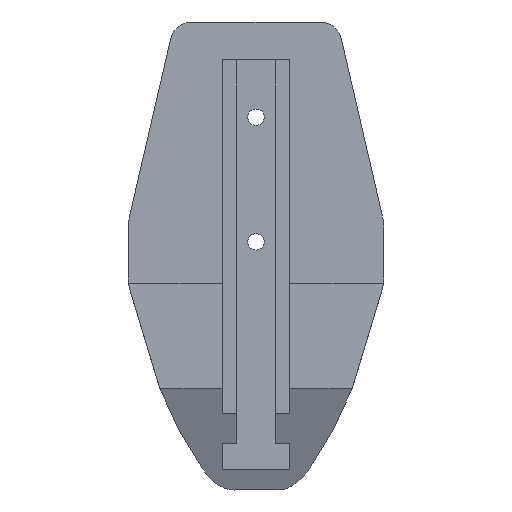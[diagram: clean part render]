
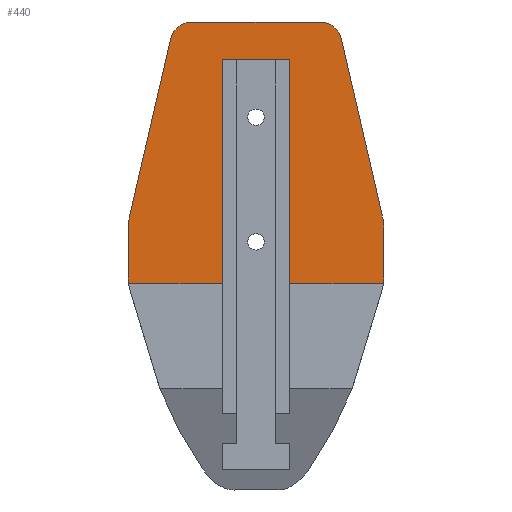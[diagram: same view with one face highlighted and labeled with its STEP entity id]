
A CAD part, front view. The second image highlights one B-rep face of the part: STEP entity #440.
In plain terms, the highlighted planar face has unit normal (0, -1, 0).
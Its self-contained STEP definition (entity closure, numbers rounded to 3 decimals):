
#164=CARTESIAN_POINT('',(-9.282,802.24,-39.382));
#165=VERTEX_POINT('',#164);
#172=CARTESIAN_POINT('',(-35.271,802.24,-39.382));
#173=VERTEX_POINT('',#172);
#174=CARTESIAN_POINT('',(-9.282,802.24,-39.382));
#175=DIRECTION('',(-1.,-0.,0.));
#176=VECTOR('',#175,25.989);
#177=LINE('',#174,#176);
#178=EDGE_CURVE('',#165,#173,#177,.T.);
#296=CARTESIAN_POINT('',(0.,802.24,-14.831));
#297=DIRECTION('',(0.,1.,0.));
#298=DIRECTION('',(0.,0.,1.));
#299=AXIS2_PLACEMENT_3D('',#296,#297,#298);
#300=PLANE('',#299);
#301=CARTESIAN_POINT('',(9.282,802.24,22.5));
#302=VERTEX_POINT('',#301);
#303=CARTESIAN_POINT('',(-9.282,802.24,22.5));
#304=VERTEX_POINT('',#303);
#305=CARTESIAN_POINT('',(9.282,802.24,22.5));
#306=DIRECTION('',(-1.,0.,0.));
#307=VECTOR('',#306,18.565);
#308=LINE('',#305,#307);
#309=EDGE_CURVE('',#302,#304,#308,.T.);
#310=ORIENTED_EDGE('',*,*,#309,.F.);
#311=CARTESIAN_POINT('',(9.282,802.24,-39.382));
#312=VERTEX_POINT('',#311);
#313=CARTESIAN_POINT('',(9.282,802.24,22.5));
#314=DIRECTION('',(-0.,-0.,-1.));
#315=VECTOR('',#314,61.882);
#316=LINE('',#313,#315);
#317=EDGE_CURVE('',#302,#312,#316,.T.);
#318=ORIENTED_EDGE('',*,*,#317,.T.);
#319=CARTESIAN_POINT('',(35.271,802.24,-39.382));
#320=VERTEX_POINT('',#319);
#321=CARTESIAN_POINT('',(35.271,802.24,-39.382));
#322=DIRECTION('',(-1.,-0.,0.));
#323=VECTOR('',#322,25.989);
#324=LINE('',#321,#323);
#325=EDGE_CURVE('',#320,#312,#324,.T.);
#326=ORIENTED_EDGE('',*,*,#325,.F.);
#327=CARTESIAN_POINT('',(35.391,802.24,-37.773));
#328=VERTEX_POINT('',#327);
#329=CARTESIAN_POINT('',(35.271,802.24,-39.382));
#330=CARTESIAN_POINT('',(35.351,802.24,-38.849));
#331=CARTESIAN_POINT('',(35.391,802.24,-38.311));
#332=CARTESIAN_POINT('',(35.391,802.24,-37.773));
#333=B_SPLINE_CURVE_WITH_KNOTS('',3,(#329,#330,#331,#332),.UNSPECIFIED.,.F.,.F.,(4,4),(0.,0.002),.UNSPECIFIED.);
#334=EDGE_CURVE('',#320,#328,#333,.T.);
#335=ORIENTED_EDGE('',*,*,#334,.T.);
#336=CARTESIAN_POINT('',(35.391,802.24,-24.619));
#337=VERTEX_POINT('',#336);
#338=CARTESIAN_POINT('',(35.391,802.24,-24.619));
#339=DIRECTION('',(-0.,-0.,-1.));
#340=VECTOR('',#339,13.153);
#341=LINE('',#338,#340);
#342=EDGE_CURVE('',#337,#328,#341,.T.);
#343=ORIENTED_EDGE('',*,*,#342,.F.);
#344=CARTESIAN_POINT('',(34.932,802.24,-20.611));
#345=VERTEX_POINT('',#344);
#346=CARTESIAN_POINT('',(35.391,802.24,-24.619));
#347=CARTESIAN_POINT('',(35.391,802.24,-23.945));
#348=CARTESIAN_POINT('',(35.353,802.24,-23.271));
#349=CARTESIAN_POINT('',(35.276,802.24,-22.602));
#350=CARTESIAN_POINT('',(35.199,802.24,-21.932));
#351=CARTESIAN_POINT('',(35.085,802.24,-21.268));
#352=CARTESIAN_POINT('',(34.932,802.24,-20.611));
#353=B_SPLINE_CURVE_WITH_KNOTS('',3,(#346,#347,#348,#349,#350,#351,#352),.UNSPECIFIED.,.F.,.F.,(4,3,4),(0.,0.002,0.004),.UNSPECIFIED.);
#354=EDGE_CURVE('',#337,#345,#353,.T.);
#355=ORIENTED_EDGE('',*,*,#354,.T.);
#356=CARTESIAN_POINT('',(23.578,802.24,28.353));
#357=VERTEX_POINT('',#356);
#358=CARTESIAN_POINT('',(23.578,802.24,28.353));
#359=DIRECTION('',(0.226,-0.,-0.974));
#360=VECTOR('',#359,50.263);
#361=LINE('',#358,#360);
#362=EDGE_CURVE('',#357,#345,#361,.T.);
#363=ORIENTED_EDGE('',*,*,#362,.F.);
#364=CARTESIAN_POINT('',(17.719,802.24,33.));
#365=VERTEX_POINT('',#364);
#366=CARTESIAN_POINT('',(23.578,802.24,28.353));
#367=CARTESIAN_POINT('',(23.271,802.24,29.675));
#368=CARTESIAN_POINT('',(22.524,802.24,30.855));
#369=CARTESIAN_POINT('',(21.46,802.24,31.698));
#370=CARTESIAN_POINT('',(20.396,802.24,32.541));
#371=CARTESIAN_POINT('',(19.077,802.24,33.));
#372=CARTESIAN_POINT('',(17.719,802.24,33.));
#373=B_SPLINE_CURVE_WITH_KNOTS('',3,(#366,#367,#368,#369,#370,#371,#372),.UNSPECIFIED.,.F.,.F.,(4,3,4),(0.,0.004,0.008),.UNSPECIFIED.);
#374=EDGE_CURVE('',#357,#365,#373,.T.);
#375=ORIENTED_EDGE('',*,*,#374,.T.);
#376=CARTESIAN_POINT('',(-17.719,802.24,33.));
#377=VERTEX_POINT('',#376);
#378=CARTESIAN_POINT('',(-17.719,802.24,33.));
#379=DIRECTION('',(1.,0.,-0.));
#380=VECTOR('',#379,35.439);
#381=LINE('',#378,#380);
#382=EDGE_CURVE('',#377,#365,#381,.T.);
#383=ORIENTED_EDGE('',*,*,#382,.F.);
#384=CARTESIAN_POINT('',(-23.578,802.24,28.353));
#385=VERTEX_POINT('',#384);
#386=CARTESIAN_POINT('',(-17.719,802.24,33.));
#387=CARTESIAN_POINT('',(-19.077,802.24,33.));
#388=CARTESIAN_POINT('',(-20.395,802.24,32.541));
#389=CARTESIAN_POINT('',(-21.459,802.24,31.699));
#390=CARTESIAN_POINT('',(-22.522,802.24,30.856));
#391=CARTESIAN_POINT('',(-23.271,802.24,29.675));
#392=CARTESIAN_POINT('',(-23.578,802.24,28.353));
#393=B_SPLINE_CURVE_WITH_KNOTS('',3,(#386,#387,#388,#389,#390,#391,#392),.UNSPECIFIED.,.F.,.F.,(4,3,4),(0.,0.004,0.008),.UNSPECIFIED.);
#394=EDGE_CURVE('',#377,#385,#393,.T.);
#395=ORIENTED_EDGE('',*,*,#394,.T.);
#396=CARTESIAN_POINT('',(-34.932,802.24,-20.611));
#397=VERTEX_POINT('',#396);
#398=CARTESIAN_POINT('',(-34.932,802.24,-20.611));
#399=DIRECTION('',(0.226,-0.,0.974));
#400=VECTOR('',#399,50.263);
#401=LINE('',#398,#400);
#402=EDGE_CURVE('',#397,#385,#401,.T.);
#403=ORIENTED_EDGE('',*,*,#402,.F.);
#404=CARTESIAN_POINT('',(-35.391,802.24,-24.619));
#405=VERTEX_POINT('',#404);
#406=CARTESIAN_POINT('',(-34.932,802.24,-20.611));
#407=CARTESIAN_POINT('',(-35.085,802.24,-21.268));
#408=CARTESIAN_POINT('',(-35.199,802.24,-21.933));
#409=CARTESIAN_POINT('',(-35.276,802.24,-22.603));
#410=CARTESIAN_POINT('',(-35.353,802.24,-23.273));
#411=CARTESIAN_POINT('',(-35.391,802.24,-23.945));
#412=CARTESIAN_POINT('',(-35.391,802.24,-24.619));
#413=B_SPLINE_CURVE_WITH_KNOTS('',3,(#406,#407,#408,#409,#410,#411,#412),.UNSPECIFIED.,.F.,.F.,(4,3,4),(0.,0.002,0.004),.UNSPECIFIED.);
#414=EDGE_CURVE('',#397,#405,#413,.T.);
#415=ORIENTED_EDGE('',*,*,#414,.T.);
#416=CARTESIAN_POINT('',(-35.391,802.24,-37.773));
#417=VERTEX_POINT('',#416);
#418=CARTESIAN_POINT('',(-35.391,802.24,-37.773));
#419=DIRECTION('',(0.,0.,1.));
#420=VECTOR('',#419,13.153);
#421=LINE('',#418,#420);
#422=EDGE_CURVE('',#417,#405,#421,.T.);
#423=ORIENTED_EDGE('',*,*,#422,.F.);
#424=CARTESIAN_POINT('',(-35.391,802.24,-37.773));
#425=CARTESIAN_POINT('',(-35.391,802.24,-38.311));
#426=CARTESIAN_POINT('',(-35.351,802.24,-38.849));
#427=CARTESIAN_POINT('',(-35.271,802.24,-39.382));
#428=B_SPLINE_CURVE_WITH_KNOTS('',3,(#424,#425,#426,#427),.UNSPECIFIED.,.F.,.F.,(4,4),(0.,0.002),.UNSPECIFIED.);
#429=EDGE_CURVE('',#417,#173,#428,.T.);
#430=ORIENTED_EDGE('',*,*,#429,.T.);
#431=ORIENTED_EDGE('',*,*,#178,.F.);
#432=CARTESIAN_POINT('',(-9.282,802.24,22.5));
#433=DIRECTION('',(0.,0.,-1.));
#434=VECTOR('',#433,61.882);
#435=LINE('',#432,#434);
#436=EDGE_CURVE('',#304,#165,#435,.T.);
#437=ORIENTED_EDGE('',*,*,#436,.F.);
#438=EDGE_LOOP('',(#310,#318,#326,#335,#343,#355,#363,#375,#383,#395,#403,#415,#423,#430,#431,#437));
#439=FACE_BOUND('',#438,.T.);
#440=ADVANCED_FACE('',(#439),#300,.F.);
